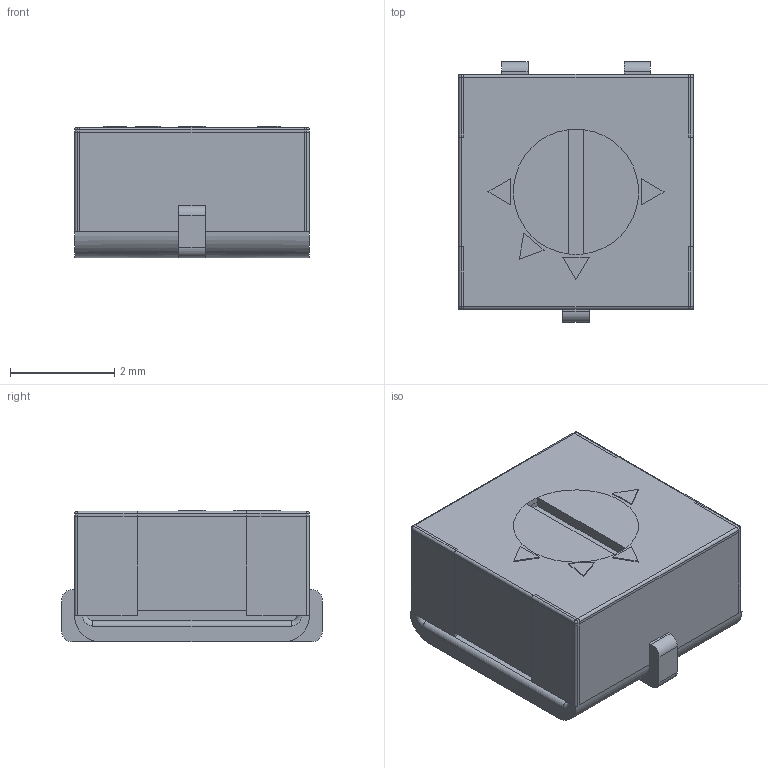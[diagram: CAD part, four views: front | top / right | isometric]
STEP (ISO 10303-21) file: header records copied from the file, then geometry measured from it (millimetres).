
FILE_DESCRIPTION(('FreeCAD Model'),'2;1');
FILE_NAME('Potentiometer_Bourns_3314J_Vertical.step','2018-08-29T19:23:45',('kicad StepUp'),('ksu MCAD'), 'Open CASCADE STEP processor 7.1','FreeCAD','Unknown');
FILE_SCHEMA(('AUTOMOTIVE_DESIGN { 1 0 10303 214 1 1 1 1 }'));
Length unit declared in the file: millimetre
Products named in the file (1): Potentiometer_Bourns_3314J_Vertical
Bounding box: 4.5 x 5 x 2.52 mm (x, y, z)
Volume: 50 mm3; surface area: 91.1 mm2
Topology: 1 solids, 1 shells, 149 faces, 358 edges, 212 vertices
Faces by surface type: plane 101, cylinder 40, sphere 4, torus 4
Entity records: 2871 total; most frequent: ORIENTED_EDGE 552, CARTESIAN_POINT 416, EDGE_CURVE 354, LINE 232, VERTEX_POINT 212, AXIS2_PLACEMENT_3D 199, FACE_BOUND 154, EDGE_LOOP 154
